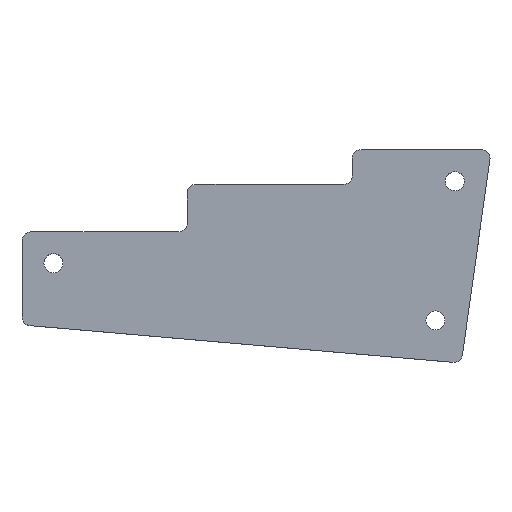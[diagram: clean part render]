
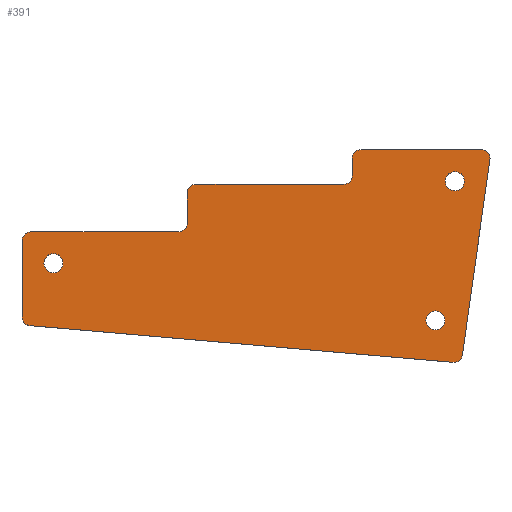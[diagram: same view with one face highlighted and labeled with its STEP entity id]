
A CAD part, top view. The second image highlights one B-rep face of the part: STEP entity #391.
In plain terms, the highlighted planar face has unit normal (0, 0, 1).
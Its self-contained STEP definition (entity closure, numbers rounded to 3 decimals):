
#26=FACE_BOUND('',#54,.T.);
#27=FACE_BOUND('',#55,.T.);
#28=FACE_BOUND('',#56,.T.);
#32=FACE_OUTER_BOUND('',#53,.T.);
#53=EDGE_LOOP('',(#267,#268,#269,#270,#271,#272,#273,#274,#275,#276,#277,
#278,#279,#280,#281,#282));
#54=EDGE_LOOP('',(#283));
#55=EDGE_LOOP('',(#284));
#56=EDGE_LOOP('',(#285));
#80=CIRCLE('',#427,1.);
#81=CIRCLE('',#428,1.);
#82=CIRCLE('',#429,1.);
#83=CIRCLE('',#430,1.);
#84=CIRCLE('',#431,1.);
#85=CIRCLE('',#432,1.);
#86=CIRCLE('',#433,1.003);
#87=CIRCLE('',#434,0.988);
#88=CIRCLE('',#435,1.1);
#89=CIRCLE('',#436,1.1);
#90=CIRCLE('',#437,1.1);
#102=LINE('',#596,#137);
#103=LINE('',#600,#138);
#104=LINE('',#604,#139);
#105=LINE('',#608,#140);
#106=LINE('',#612,#141);
#107=LINE('',#616,#142);
#108=LINE('',#620,#143);
#109=LINE('',#624,#144);
#137=VECTOR('',#473,10.);
#138=VECTOR('',#476,10.);
#139=VECTOR('',#479,10.);
#140=VECTOR('',#482,10.);
#141=VECTOR('',#485,10.);
#142=VECTOR('',#488,10.);
#143=VECTOR('',#491,10.);
#144=VECTOR('',#494,10.);
#172=VERTEX_POINT('',#594);
#173=VERTEX_POINT('',#595);
#174=VERTEX_POINT('',#597);
#175=VERTEX_POINT('',#599);
#176=VERTEX_POINT('',#601);
#177=VERTEX_POINT('',#603);
#178=VERTEX_POINT('',#605);
#179=VERTEX_POINT('',#607);
#180=VERTEX_POINT('',#609);
#181=VERTEX_POINT('',#611);
#182=VERTEX_POINT('',#613);
#183=VERTEX_POINT('',#615);
#184=VERTEX_POINT('',#617);
#185=VERTEX_POINT('',#619);
#186=VERTEX_POINT('',#621);
#187=VERTEX_POINT('',#623);
#188=VERTEX_POINT('',#626);
#189=VERTEX_POINT('',#628);
#190=VERTEX_POINT('',#630);
#210=EDGE_CURVE('',#172,#173,#102,.T.);
#211=EDGE_CURVE('',#173,#174,#80,.T.);
#212=EDGE_CURVE('',#174,#175,#103,.T.);
#213=EDGE_CURVE('',#175,#176,#81,.T.);
#214=EDGE_CURVE('',#176,#177,#104,.T.);
#215=EDGE_CURVE('',#177,#178,#82,.T.);
#216=EDGE_CURVE('',#178,#179,#105,.T.);
#217=EDGE_CURVE('',#179,#180,#83,.T.);
#218=EDGE_CURVE('',#180,#181,#106,.T.);
#219=EDGE_CURVE('',#181,#182,#84,.T.);
#220=EDGE_CURVE('',#182,#183,#107,.T.);
#221=EDGE_CURVE('',#183,#184,#85,.T.);
#222=EDGE_CURVE('',#184,#185,#108,.T.);
#223=EDGE_CURVE('',#185,#186,#86,.T.);
#224=EDGE_CURVE('',#186,#187,#109,.T.);
#225=EDGE_CURVE('',#187,#172,#87,.T.);
#226=EDGE_CURVE('',#188,#188,#88,.T.);
#227=EDGE_CURVE('',#189,#189,#89,.T.);
#228=EDGE_CURVE('',#190,#190,#90,.T.);
#267=ORIENTED_EDGE('',*,*,#210,.T.);
#268=ORIENTED_EDGE('',*,*,#211,.T.);
#269=ORIENTED_EDGE('',*,*,#212,.T.);
#270=ORIENTED_EDGE('',*,*,#213,.T.);
#271=ORIENTED_EDGE('',*,*,#214,.T.);
#272=ORIENTED_EDGE('',*,*,#215,.T.);
#273=ORIENTED_EDGE('',*,*,#216,.T.);
#274=ORIENTED_EDGE('',*,*,#217,.T.);
#275=ORIENTED_EDGE('',*,*,#218,.T.);
#276=ORIENTED_EDGE('',*,*,#219,.T.);
#277=ORIENTED_EDGE('',*,*,#220,.T.);
#278=ORIENTED_EDGE('',*,*,#221,.T.);
#279=ORIENTED_EDGE('',*,*,#222,.T.);
#280=ORIENTED_EDGE('',*,*,#223,.T.);
#281=ORIENTED_EDGE('',*,*,#224,.T.);
#282=ORIENTED_EDGE('',*,*,#225,.T.);
#283=ORIENTED_EDGE('',*,*,#226,.T.);
#284=ORIENTED_EDGE('',*,*,#227,.T.);
#285=ORIENTED_EDGE('',*,*,#228,.T.);
#381=PLANE('',#426);
#391=ADVANCED_FACE('',(#32,#26,#27,#28),#381,.T.);
#426=AXIS2_PLACEMENT_3D('',#593,#471,#472);
#427=AXIS2_PLACEMENT_3D('',#598,#474,#475);
#428=AXIS2_PLACEMENT_3D('',#602,#477,#478);
#429=AXIS2_PLACEMENT_3D('',#606,#480,#481);
#430=AXIS2_PLACEMENT_3D('',#610,#483,#484);
#431=AXIS2_PLACEMENT_3D('',#614,#486,#487);
#432=AXIS2_PLACEMENT_3D('',#618,#489,#490);
#433=AXIS2_PLACEMENT_3D('',#622,#492,#493);
#434=AXIS2_PLACEMENT_3D('',#625,#495,#496);
#435=AXIS2_PLACEMENT_3D('',#627,#497,#498);
#436=AXIS2_PLACEMENT_3D('',#629,#499,#500);
#437=AXIS2_PLACEMENT_3D('',#631,#501,#502);
#471=DIRECTION('center_axis',(0.,0.,1.));
#472=DIRECTION('ref_axis',(1.,0.,0.));
#473=DIRECTION('',(0.139,0.99,0.));
#474=DIRECTION('center_axis',(0.,0.,1.));
#475=DIRECTION('ref_axis',(0.,1.,0.));
#476=DIRECTION('',(-1.,0.,0.));
#477=DIRECTION('center_axis',(0.,0.,1.));
#478=DIRECTION('ref_axis',(-1.,0.,0.));
#479=DIRECTION('',(0.,-1.,0.));
#480=DIRECTION('center_axis',(0.,0.,-1.));
#481=DIRECTION('ref_axis',(1.,0.,0.));
#482=DIRECTION('',(-1.,0.,0.));
#483=DIRECTION('center_axis',(0.,0.,1.));
#484=DIRECTION('ref_axis',(-1.,0.,0.));
#485=DIRECTION('',(0.,-1.,0.));
#486=DIRECTION('center_axis',(0.,0.,-1.));
#487=DIRECTION('ref_axis',(1.,0.,0.));
#488=DIRECTION('',(-1.,0.,0.));
#489=DIRECTION('center_axis',(0.,0.,1.));
#490=DIRECTION('ref_axis',(-1.,0.,0.));
#491=DIRECTION('',(0.,-1.,0.));
#492=DIRECTION('center_axis',(0.,0.,1.));
#493=DIRECTION('ref_axis',(-0.075,-0.997,0.));
#494=DIRECTION('',(0.996,-0.086,0.));
#495=DIRECTION('center_axis',(0.,0.,1.));
#496=DIRECTION('ref_axis',(0.987,-0.163,0.));
#497=DIRECTION('center_axis',(0.,0.,-1.));
#498=DIRECTION('ref_axis',(-1.,0.,0.));
#499=DIRECTION('center_axis',(0.,0.,-1.));
#500=DIRECTION('ref_axis',(-1.,0.,0.));
#501=DIRECTION('center_axis',(0.,0.,-1.));
#502=DIRECTION('ref_axis',(-1.,0.,0.));
#593=CARTESIAN_POINT('Origin',(23.357,0.835,15.));
#594=CARTESIAN_POINT('',(47.152,-10.61,15.));
#595=CARTESIAN_POINT('',(50.326,11.925,15.));
#596=CARTESIAN_POINT('',(47.152,-10.61,15.));
#597=CARTESIAN_POINT('',(49.343,13.107,15.));
#598=CARTESIAN_POINT('Origin',(49.343,12.107,15.));
#599=CARTESIAN_POINT('',(35.475,13.107,15.));
#600=CARTESIAN_POINT('',(35.475,13.107,15.));
#601=CARTESIAN_POINT('',(34.475,12.107,15.));
#602=CARTESIAN_POINT('Origin',(35.475,12.107,15.));
#603=CARTESIAN_POINT('',(34.475,10.107,15.));
#604=CARTESIAN_POINT('',(34.475,12.107,15.));
#605=CARTESIAN_POINT('',(33.475,9.107,15.));
#606=CARTESIAN_POINT('Origin',(33.475,10.107,15.));
#607=CARTESIAN_POINT('',(16.425,9.107,15.));
#608=CARTESIAN_POINT('',(16.425,9.107,15.));
#609=CARTESIAN_POINT('',(15.425,8.107,15.));
#610=CARTESIAN_POINT('Origin',(16.425,8.107,15.));
#611=CARTESIAN_POINT('',(15.425,4.607,15.));
#612=CARTESIAN_POINT('',(15.425,8.107,15.));
#613=CARTESIAN_POINT('',(14.425,3.607,15.));
#614=CARTESIAN_POINT('Origin',(14.425,4.607,15.));
#615=CARTESIAN_POINT('',(-2.625,3.607,15.));
#616=CARTESIAN_POINT('',(-2.625,3.607,15.));
#617=CARTESIAN_POINT('',(-3.625,2.607,15.));
#618=CARTESIAN_POINT('Origin',(-2.625,2.607,15.));
#619=CARTESIAN_POINT('',(-3.628,-6.2,15.));
#620=CARTESIAN_POINT('',(-3.625,2.607,15.));
#621=CARTESIAN_POINT('',(-2.7,-7.2,15.));
#622=CARTESIAN_POINT('Origin',(-2.625,-6.2,15.));
#623=CARTESIAN_POINT('',(46.025,-11.425,15.));
#624=CARTESIAN_POINT('',(-2.7,-7.2,15.));
#625=CARTESIAN_POINT('Origin',(46.177,-10.448,15.));
#626=CARTESIAN_POINT('',(1.1,0.,15.));
#627=CARTESIAN_POINT('Origin',(0.,0.,15.));
#628=CARTESIAN_POINT('',(45.15,-6.6,15.));
#629=CARTESIAN_POINT('Origin',(44.05,-6.6,15.));
#630=CARTESIAN_POINT('',(47.4,9.45,15.));
#631=CARTESIAN_POINT('Origin',(46.3,9.45,15.));
